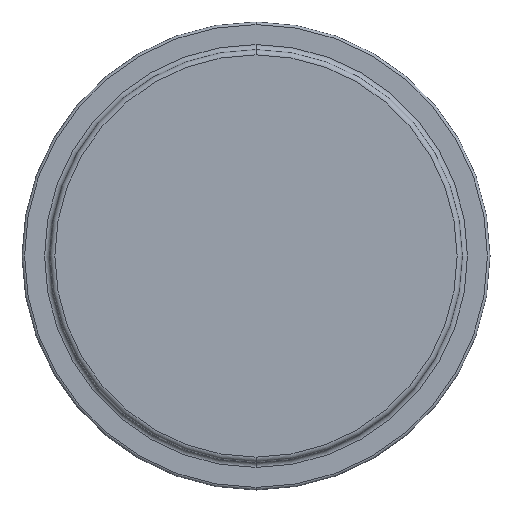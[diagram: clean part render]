
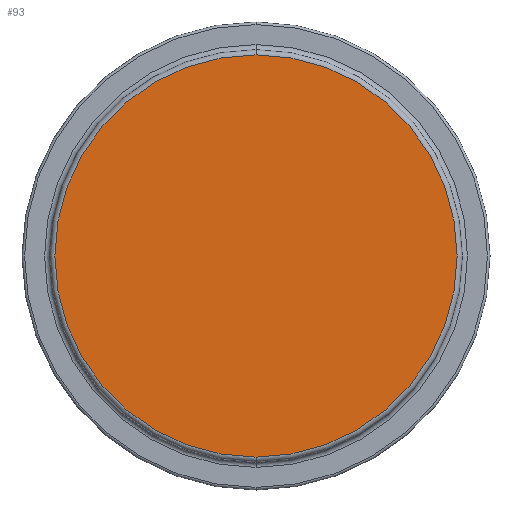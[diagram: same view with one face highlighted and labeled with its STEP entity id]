
A CAD part, front view. The second image highlights one B-rep face of the part: STEP entity #93.
In plain terms, the highlighted planar face has unit normal (0, -1, 0).
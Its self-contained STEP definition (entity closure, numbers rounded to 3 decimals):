
#75 = CARTESIAN_POINT ( 'NONE',  ( 0., 0., 0. ) ) ;
#90 = AXIS2_PLACEMENT_3D ( 'NONE', #75, #237, #486 ) ;
#93 = ADVANCED_FACE ( 'NONE', ( #204 ), #121, .F. ) ;
#121 = PLANE ( 'NONE',  #565 ) ;
#153 = AXIS2_PLACEMENT_3D ( 'NONE', #233, #635, #198 ) ;
#183 = ORIENTED_EDGE ( 'NONE', *, *, #602, .T. ) ;
#198 = DIRECTION ( 'NONE',  ( 0., 0., 1. ) ) ;
#204 = FACE_OUTER_BOUND ( 'NONE', #324, .T. ) ;
#232 = DIRECTION ( 'NONE',  ( 0., 0., 1. ) ) ;
#233 = CARTESIAN_POINT ( 'NONE',  ( 0., 0., 0. ) ) ;
#237 = DIRECTION ( 'NONE',  ( 0., -1., 0. ) ) ;
#268 = EDGE_CURVE ( 'NONE', #388, #480, #381, .T. ) ;
#287 = CARTESIAN_POINT ( 'NONE',  ( 0., 0., 0. ) ) ;
#314 = CIRCLE ( 'NONE', #153, 15.6 ) ;
#324 = EDGE_LOOP ( 'NONE', ( #183, #581 ) ) ;
#381 = CIRCLE ( 'NONE', #90, 15.6 ) ;
#386 = CARTESIAN_POINT ( 'NONE',  ( 0., 0., 15.6 ) ) ;
#388 = VERTEX_POINT ( 'NONE', #474 ) ;
#474 = CARTESIAN_POINT ( 'NONE',  ( 0., 0., -15.6 ) ) ;
#476 = DIRECTION ( 'NONE',  ( 0., 1., 0. ) ) ;
#480 = VERTEX_POINT ( 'NONE', #386 ) ;
#486 = DIRECTION ( 'NONE',  ( 0., 0., 1. ) ) ;
#565 = AXIS2_PLACEMENT_3D ( 'NONE', #287, #476, #232 ) ;
#581 = ORIENTED_EDGE ( 'NONE', *, *, #268, .T. ) ;
#602 = EDGE_CURVE ( 'NONE', #480, #388, #314, .T. ) ;
#635 = DIRECTION ( 'NONE',  ( 0., -1., 0. ) ) ;
